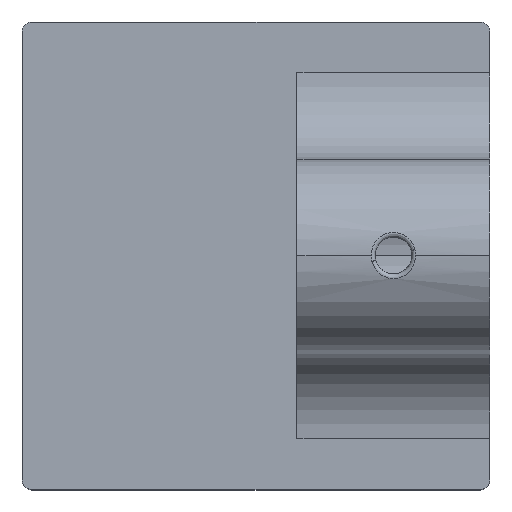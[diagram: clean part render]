
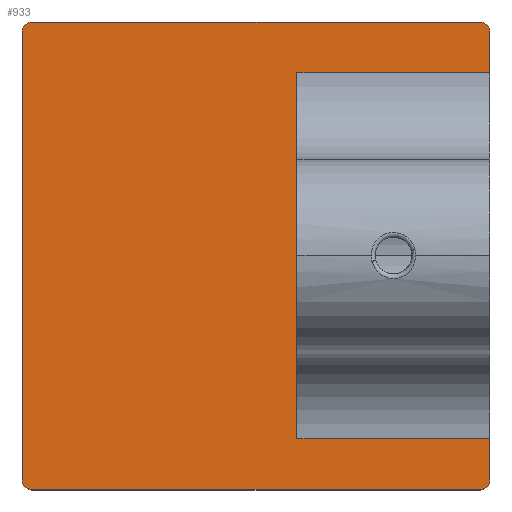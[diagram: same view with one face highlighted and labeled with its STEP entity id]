
A CAD part, top view. The second image highlights one B-rep face of the part: STEP entity #933.
In plain terms, the highlighted planar face has unit normal (0, 0, 1).
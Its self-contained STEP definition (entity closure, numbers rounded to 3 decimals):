
#14 = DIRECTION ( 'NONE',  ( -1., 0., 0. ) ) ;
#36 = ORIENTED_EDGE ( 'NONE', *, *, #406, .F. ) ;
#42 = ORIENTED_EDGE ( 'NONE', *, *, #44, .F. ) ;
#44 = EDGE_CURVE ( 'NONE', #1286, #1254, #814, .T. ) ;
#46 = VECTOR ( 'NONE', #1236, 1000. ) ;
#49 = VECTOR ( 'NONE', #942, 1000. ) ;
#60 = ORIENTED_EDGE ( 'NONE', *, *, #366, .F. ) ;
#68 = FACE_OUTER_BOUND ( 'NONE', #285, .T. ) ;
#105 = ORIENTED_EDGE ( 'NONE', *, *, #521, .T. ) ;
#107 = CARTESIAN_POINT ( 'NONE',  ( -23.25, -23.25, 5. ) ) ;
#130 = VERTEX_POINT ( 'NONE', #1349 ) ;
#133 = AXIS2_PLACEMENT_3D ( 'NONE', #107, #560, #1560 ) ;
#161 = DIRECTION ( 'NONE',  ( 1., 0., 0. ) ) ;
#202 = CARTESIAN_POINT ( 'NONE',  ( 24.25, -18.974, 5. ) ) ;
#208 = PLANE ( 'NONE',  #1501 ) ;
#214 = LINE ( 'NONE', #1439, #49 ) ;
#236 = CARTESIAN_POINT ( 'NONE',  ( 23.25, 24.25, 5. ) ) ;
#254 = LINE ( 'NONE', #1362, #719 ) ;
#257 = DIRECTION ( 'NONE',  ( 0., -1., 0. ) ) ;
#263 = CARTESIAN_POINT ( 'NONE',  ( 23.25, -23.25, 5. ) ) ;
#265 = CARTESIAN_POINT ( 'NONE',  ( 0., -24.25, 5. ) ) ;
#282 = CARTESIAN_POINT ( 'NONE',  ( 24.25, 0., 5. ) ) ;
#285 = EDGE_LOOP ( 'NONE', ( #864, #606, #60, #1550, #897, #105, #1589, #42, #1118, #348, #36, #1261 ) ) ;
#299 = VERTEX_POINT ( 'NONE', #1365 ) ;
#315 = AXIS2_PLACEMENT_3D ( 'NONE', #338, #1338, #604 ) ;
#325 = VECTOR ( 'NONE', #885, 1000. ) ;
#338 = CARTESIAN_POINT ( 'NONE',  ( 23.25, 23.25, 5. ) ) ;
#348 = ORIENTED_EDGE ( 'NONE', *, *, #805, .F. ) ;
#351 = LINE ( 'NONE', #751, #1401 ) ;
#362 = DIRECTION ( 'NONE',  ( 0., 0., -1. ) ) ;
#366 = EDGE_CURVE ( 'NONE', #475, #1189, #501, .T. ) ;
#370 = CARTESIAN_POINT ( 'NONE',  ( 24.25, -23.25, 5. ) ) ;
#379 = EDGE_CURVE ( 'NONE', #1286, #1184, #631, .T. ) ;
#406 = EDGE_CURVE ( 'NONE', #915, #785, #614, .T. ) ;
#437 = CARTESIAN_POINT ( 'NONE',  ( 24.25, 23.25, 5. ) ) ;
#475 = VERTEX_POINT ( 'NONE', #437 ) ;
#501 = LINE ( 'NONE', #282, #1518 ) ;
#510 = DIRECTION ( 'NONE',  ( 0., -1., 0. ) ) ;
#521 = EDGE_CURVE ( 'NONE', #820, #130, #1559, .T. ) ;
#532 = CARTESIAN_POINT ( 'NONE',  ( -23.25, 23.25, 5. ) ) ;
#539 = CARTESIAN_POINT ( 'NONE',  ( -23.25, -24.25, 5. ) ) ;
#547 = CARTESIAN_POINT ( 'NONE',  ( 0., 0., 5. ) ) ;
#552 = VECTOR ( 'NONE', #257, 1000. ) ;
#560 = DIRECTION ( 'NONE',  ( 0., 0., -1. ) ) ;
#604 = DIRECTION ( 'NONE',  ( 1., 0., 0. ) ) ;
#606 = ORIENTED_EDGE ( 'NONE', *, *, #764, .F. ) ;
#610 = DIRECTION ( 'NONE',  ( 0., -1., 0. ) ) ;
#614 = LINE ( 'NONE', #1482, #552 ) ;
#631 = LINE ( 'NONE', #265, #325 ) ;
#636 = CARTESIAN_POINT ( 'NONE',  ( -23.25, 24.25, 5. ) ) ;
#641 = AXIS2_PLACEMENT_3D ( 'NONE', #263, #362, #161 ) ;
#645 = VERTEX_POINT ( 'NONE', #236 ) ;
#709 = EDGE_CURVE ( 'NONE', #915, #299, #1304, .T. ) ;
#719 = VECTOR ( 'NONE', #14, 1000. ) ;
#751 = CARTESIAN_POINT ( 'NONE',  ( 4.25, 0., 5. ) ) ;
#764 = EDGE_CURVE ( 'NONE', #1189, #1376, #254, .T. ) ;
#785 = VERTEX_POINT ( 'NONE', #370 ) ;
#794 = CIRCLE ( 'NONE', #641, 1. ) ;
#805 = EDGE_CURVE ( 'NONE', #785, #1184, #794, .T. ) ;
#814 = CIRCLE ( 'NONE', #133, 1. ) ;
#820 = VERTEX_POINT ( 'NONE', #636 ) ;
#825 = CARTESIAN_POINT ( 'NONE',  ( 23.25, -24.25, 5. ) ) ;
#864 = ORIENTED_EDGE ( 'NONE', *, *, #1509, .F. ) ;
#877 = DIRECTION ( 'NONE',  ( 0., -1., 0. ) ) ;
#885 = DIRECTION ( 'NONE',  ( 1., 0., 0. ) ) ;
#897 = ORIENTED_EDGE ( 'NONE', *, *, #1225, .F. ) ;
#909 = DIRECTION ( 'NONE',  ( 0., 0., 1. ) ) ;
#915 = VERTEX_POINT ( 'NONE', #1169 ) ;
#933 = ADVANCED_FACE ( 'NONE', ( #68 ), #208, .T. ) ;
#942 = DIRECTION ( 'NONE',  ( 1., 0., 0. ) ) ;
#1014 = EDGE_CURVE ( 'NONE', #130, #1254, #1102, .T. ) ;
#1048 = DIRECTION ( 'NONE',  ( 1., 0., 0. ) ) ;
#1066 = AXIS2_PLACEMENT_3D ( 'NONE', #532, #909, #1289 ) ;
#1102 = LINE ( 'NONE', #1326, #1167 ) ;
#1118 = ORIENTED_EDGE ( 'NONE', *, *, #379, .T. ) ;
#1135 = EDGE_CURVE ( 'NONE', #645, #475, #1508, .T. ) ;
#1167 = VECTOR ( 'NONE', #510, 1000. ) ;
#1169 = CARTESIAN_POINT ( 'NONE',  ( 24.25, -18.974, 5. ) ) ;
#1184 = VERTEX_POINT ( 'NONE', #825 ) ;
#1189 = VERTEX_POINT ( 'NONE', #1348 ) ;
#1225 = EDGE_CURVE ( 'NONE', #820, #645, #214, .T. ) ;
#1236 = DIRECTION ( 'NONE',  ( -1., 0., 0. ) ) ;
#1240 = CARTESIAN_POINT ( 'NONE',  ( 4.25, 18.974, 5. ) ) ;
#1254 = VERTEX_POINT ( 'NONE', #1585 ) ;
#1261 = ORIENTED_EDGE ( 'NONE', *, *, #709, .T. ) ;
#1286 = VERTEX_POINT ( 'NONE', #539 ) ;
#1289 = DIRECTION ( 'NONE',  ( 1., 0., 0. ) ) ;
#1303 = DIRECTION ( 'NONE',  ( 0., 0., 1. ) ) ;
#1304 = LINE ( 'NONE', #202, #46 ) ;
#1326 = CARTESIAN_POINT ( 'NONE',  ( -24.25, 0., 5. ) ) ;
#1338 = DIRECTION ( 'NONE',  ( 0., 0., -1. ) ) ;
#1348 = CARTESIAN_POINT ( 'NONE',  ( 24.25, 18.974, 5. ) ) ;
#1349 = CARTESIAN_POINT ( 'NONE',  ( -24.25, 23.25, 5. ) ) ;
#1362 = CARTESIAN_POINT ( 'NONE',  ( 24.25, 18.974, 5. ) ) ;
#1365 = CARTESIAN_POINT ( 'NONE',  ( 4.25, -18.974, 5. ) ) ;
#1376 = VERTEX_POINT ( 'NONE', #1240 ) ;
#1401 = VECTOR ( 'NONE', #610, 1000. ) ;
#1439 = CARTESIAN_POINT ( 'NONE',  ( 0., 24.25, 5. ) ) ;
#1482 = CARTESIAN_POINT ( 'NONE',  ( 24.25, 0., 5. ) ) ;
#1501 = AXIS2_PLACEMENT_3D ( 'NONE', #547, #1303, #1048 ) ;
#1508 = CIRCLE ( 'NONE', #315, 1. ) ;
#1509 = EDGE_CURVE ( 'NONE', #1376, #299, #351, .T. ) ;
#1518 = VECTOR ( 'NONE', #877, 1000. ) ;
#1550 = ORIENTED_EDGE ( 'NONE', *, *, #1135, .F. ) ;
#1559 = CIRCLE ( 'NONE', #1066, 1. ) ;
#1560 = DIRECTION ( 'NONE',  ( 1., 0., 0. ) ) ;
#1585 = CARTESIAN_POINT ( 'NONE',  ( -24.25, -23.25, 5. ) ) ;
#1589 = ORIENTED_EDGE ( 'NONE', *, *, #1014, .T. ) ;
